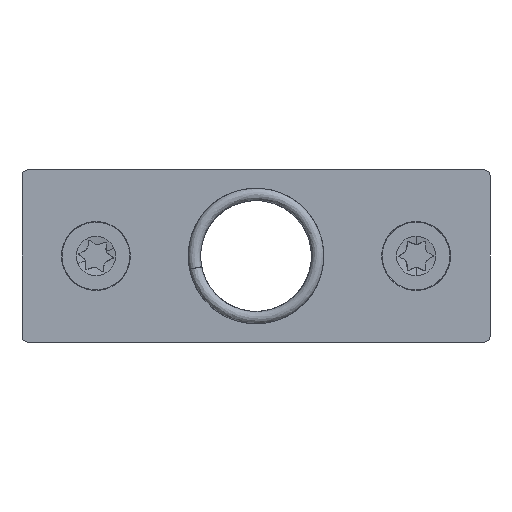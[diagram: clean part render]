
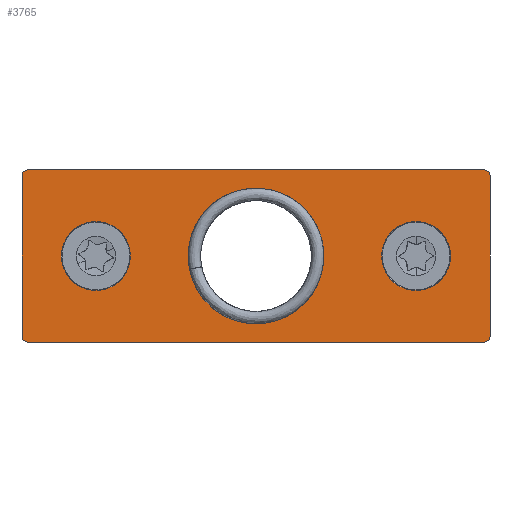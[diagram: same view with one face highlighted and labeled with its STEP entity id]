
A CAD part, front view. The second image highlights one B-rep face of the part: STEP entity #3765.
In plain terms, the highlighted planar face has unit normal (0, -1, 0).
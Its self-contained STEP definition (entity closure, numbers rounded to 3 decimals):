
#2 = AXIS2_PLACEMENT_3D ( 'NONE', #2615, #404, #1515 ) ;
#38 = LINE ( 'NONE', #417, #4173 ) ;
#43 = CIRCLE ( 'NONE', #2698, 2.8 ) ;
#191 = CARTESIAN_POINT ( 'NONE',  ( 13., 0., -2.8 ) ) ;
#207 = CIRCLE ( 'NONE', #2865, 2.8 ) ;
#219 = DIRECTION ( 'NONE',  ( 0., -1., 0. ) ) ;
#281 = CIRCLE ( 'NONE', #4366, 0.5 ) ;
#315 = EDGE_CURVE ( 'NONE', #1749, #2146, #2049, .T. ) ;
#349 = CARTESIAN_POINT ( 'NONE',  ( -18.5, 0., -6.5 ) ) ;
#367 = DIRECTION ( 'NONE',  ( 0., -1., 0. ) ) ;
#393 = EDGE_LOOP ( 'NONE', ( #2319, #4099, #4586, #1268, #3084, #1009, #4004, #2046 ) ) ;
#404 = DIRECTION ( 'NONE',  ( 0., -1., 0. ) ) ;
#417 = CARTESIAN_POINT ( 'NONE',  ( -19., 0., -7. ) ) ;
#419 = CARTESIAN_POINT ( 'NONE',  ( -18.5, 0., 6.5 ) ) ;
#448 = EDGE_CURVE ( 'NONE', #768, #2398, #207, .T. ) ;
#480 = CARTESIAN_POINT ( 'NONE',  ( 19., 0., -6.5 ) ) ;
#557 = CARTESIAN_POINT ( 'NONE',  ( -19., 0., 7. ) ) ;
#581 = CARTESIAN_POINT ( 'NONE',  ( -19., 0., -6.5 ) ) ;
#620 = PLANE ( 'NONE',  #2427 ) ;
#629 = VERTEX_POINT ( 'NONE', #581 ) ;
#768 = VERTEX_POINT ( 'NONE', #1677 ) ;
#794 = DIRECTION ( 'NONE',  ( 0., 0., -1. ) ) ;
#889 = DIRECTION ( 'NONE',  ( 0., 0., 1. ) ) ;
#893 = CARTESIAN_POINT ( 'NONE',  ( 0., 0., 0. ) ) ;
#928 = ORIENTED_EDGE ( 'NONE', *, *, #2952, .T. ) ;
#952 = DIRECTION ( 'NONE',  ( 1., 0., 0. ) ) ;
#956 = CARTESIAN_POINT ( 'NONE',  ( 0., 0., 4.75 ) ) ;
#967 = EDGE_CURVE ( 'NONE', #2478, #1151, #4252, .T. ) ;
#1009 = ORIENTED_EDGE ( 'NONE', *, *, #1977, .T. ) ;
#1016 = CARTESIAN_POINT ( 'NONE',  ( 13., 0., 0. ) ) ;
#1018 = ORIENTED_EDGE ( 'NONE', *, *, #2538, .F. ) ;
#1019 = CARTESIAN_POINT ( 'NONE',  ( 0., 0., 0. ) ) ;
#1056 = ORIENTED_EDGE ( 'NONE', *, *, #315, .F. ) ;
#1151 = VERTEX_POINT ( 'NONE', #1415 ) ;
#1164 = CARTESIAN_POINT ( 'NONE',  ( 19., 0., 7. ) ) ;
#1254 = VERTEX_POINT ( 'NONE', #1525 ) ;
#1263 = AXIS2_PLACEMENT_3D ( 'NONE', #3983, #3220, #3961 ) ;
#1268 = ORIENTED_EDGE ( 'NONE', *, *, #1836, .T. ) ;
#1270 = LINE ( 'NONE', #557, #3735 ) ;
#1325 = VECTOR ( 'NONE', #952, 1000. ) ;
#1373 = FACE_OUTER_BOUND ( 'NONE', #393, .T. ) ;
#1406 = DIRECTION ( 'NONE',  ( 0., 0., 1. ) ) ;
#1415 = CARTESIAN_POINT ( 'NONE',  ( 18.5, 0., 7. ) ) ;
#1500 = CARTESIAN_POINT ( 'NONE',  ( 0., 0., -4.75 ) ) ;
#1514 = LINE ( 'NONE', #1164, #2010 ) ;
#1515 = DIRECTION ( 'NONE',  ( 0., 0., -1. ) ) ;
#1525 = CARTESIAN_POINT ( 'NONE',  ( 18.5, 0., -7. ) ) ;
#1591 = EDGE_CURVE ( 'NONE', #3393, #3239, #1514, .T. ) ;
#1600 = DIRECTION ( 'NONE',  ( 0., 0., 1. ) ) ;
#1618 = CIRCLE ( 'NONE', #1909, 4.75 ) ;
#1621 = VERTEX_POINT ( 'NONE', #2614 ) ;
#1677 = CARTESIAN_POINT ( 'NONE',  ( -13., 0., 2.8 ) ) ;
#1691 = DIRECTION ( 'NONE',  ( 0., 0., -1. ) ) ;
#1709 = ORIENTED_EDGE ( 'NONE', *, *, #2581, .F. ) ;
#1738 = VERTEX_POINT ( 'NONE', #956 ) ;
#1749 = VERTEX_POINT ( 'NONE', #191 ) ;
#1756 = FACE_BOUND ( 'NONE', #4283, .T. ) ;
#1821 = DIRECTION ( 'NONE',  ( 0., 0., -1. ) ) ;
#1836 = EDGE_CURVE ( 'NONE', #3393, #1151, #3939, .T. ) ;
#1909 = AXIS2_PLACEMENT_3D ( 'NONE', #893, #1953, #1600 ) ;
#1953 = DIRECTION ( 'NONE',  ( 0., 1., 0. ) ) ;
#1977 = EDGE_CURVE ( 'NONE', #2478, #1621, #2120, .T. ) ;
#2000 = ORIENTED_EDGE ( 'NONE', *, *, #448, .F. ) ;
#2010 = VECTOR ( 'NONE', #3063, 1000. ) ;
#2046 = ORIENTED_EDGE ( 'NONE', *, *, #2624, .T. ) ;
#2049 = CIRCLE ( 'NONE', #2, 2.8 ) ;
#2120 = CIRCLE ( 'NONE', #4171, 0.5 ) ;
#2146 = VERTEX_POINT ( 'NONE', #2650 ) ;
#2167 = DIRECTION ( 'NONE',  ( 0., -1., 0. ) ) ;
#2314 = CIRCLE ( 'NONE', #1263, 2.8 ) ;
#2319 = ORIENTED_EDGE ( 'NONE', *, *, #4010, .F. ) ;
#2352 = CARTESIAN_POINT ( 'NONE',  ( 18.5, 0., 6.5 ) ) ;
#2398 = VERTEX_POINT ( 'NONE', #4226 ) ;
#2427 = AXIS2_PLACEMENT_3D ( 'NONE', #1019, #3854, #4208 ) ;
#2464 = DIRECTION ( 'NONE',  ( 0., -1., 0. ) ) ;
#2478 = VERTEX_POINT ( 'NONE', #2750 ) ;
#2512 = DIRECTION ( 'NONE',  ( 0., -1., 0. ) ) ;
#2538 = EDGE_CURVE ( 'NONE', #2146, #1749, #43, .T. ) ;
#2581 = EDGE_CURVE ( 'NONE', #2398, #768, #2314, .T. ) ;
#2594 = CARTESIAN_POINT ( 'NONE',  ( -13., 0., 0. ) ) ;
#2614 = CARTESIAN_POINT ( 'NONE',  ( -19., 0., 6.5 ) ) ;
#2615 = CARTESIAN_POINT ( 'NONE',  ( 13., 0., 0. ) ) ;
#2624 = EDGE_CURVE ( 'NONE', #629, #4024, #281, .T. ) ;
#2650 = CARTESIAN_POINT ( 'NONE',  ( 13., 0., 2.8 ) ) ;
#2689 = EDGE_LOOP ( 'NONE', ( #1709, #2000 ) ) ;
#2698 = AXIS2_PLACEMENT_3D ( 'NONE', #1016, #2464, #3603 ) ;
#2750 = CARTESIAN_POINT ( 'NONE',  ( -18.5, 0., 7. ) ) ;
#2767 = CARTESIAN_POINT ( 'NONE',  ( 19., 0., 6.5 ) ) ;
#2813 = EDGE_LOOP ( 'NONE', ( #1056, #1018 ) ) ;
#2816 = DIRECTION ( 'NONE',  ( 0., 0., -1. ) ) ;
#2865 = AXIS2_PLACEMENT_3D ( 'NONE', #2594, #2167, #3613 ) ;
#2868 = VERTEX_POINT ( 'NONE', #1500 ) ;
#2952 = EDGE_CURVE ( 'NONE', #2868, #1738, #1618, .T. ) ;
#3063 = DIRECTION ( 'NONE',  ( 0., 0., -1. ) ) ;
#3084 = ORIENTED_EDGE ( 'NONE', *, *, #967, .F. ) ;
#3220 = DIRECTION ( 'NONE',  ( 0., -1., 0. ) ) ;
#3239 = VERTEX_POINT ( 'NONE', #480 ) ;
#3243 = EDGE_CURVE ( 'NONE', #629, #1621, #1270, .T. ) ;
#3244 = DIRECTION ( 'NONE',  ( -1., 0., 0. ) ) ;
#3311 = EDGE_CURVE ( 'NONE', #1738, #2868, #4507, .T. ) ;
#3393 = VERTEX_POINT ( 'NONE', #2767 ) ;
#3511 = DIRECTION ( 'NONE',  ( 0., 1., 0. ) ) ;
#3513 = CARTESIAN_POINT ( 'NONE',  ( 18.5, 0., -6.5 ) ) ;
#3534 = CARTESIAN_POINT ( 'NONE',  ( 0., 0., 0. ) ) ;
#3561 = AXIS2_PLACEMENT_3D ( 'NONE', #2352, #219, #1691 ) ;
#3603 = DIRECTION ( 'NONE',  ( 0., 0., -1. ) ) ;
#3613 = DIRECTION ( 'NONE',  ( 0., 0., -1. ) ) ;
#3648 = CARTESIAN_POINT ( 'NONE',  ( -18.5, 0., -7. ) ) ;
#3735 = VECTOR ( 'NONE', #889, 1000. ) ;
#3765 = ADVANCED_FACE ( 'NONE', ( #4571, #4620, #1373, #1756 ), #620, .T. ) ;
#3854 = DIRECTION ( 'NONE',  ( 0., -1., 0. ) ) ;
#3903 = AXIS2_PLACEMENT_3D ( 'NONE', #3534, #3511, #1406 ) ;
#3939 = CIRCLE ( 'NONE', #3561, 0.5 ) ;
#3961 = DIRECTION ( 'NONE',  ( 0., 0., -1. ) ) ;
#3983 = CARTESIAN_POINT ( 'NONE',  ( -13., 0., 0. ) ) ;
#4004 = ORIENTED_EDGE ( 'NONE', *, *, #3243, .F. ) ;
#4010 = EDGE_CURVE ( 'NONE', #1254, #4024, #38, .T. ) ;
#4024 = VERTEX_POINT ( 'NONE', #3648 ) ;
#4099 = ORIENTED_EDGE ( 'NONE', *, *, #4516, .T. ) ;
#4153 = ORIENTED_EDGE ( 'NONE', *, *, #3311, .T. ) ;
#4171 = AXIS2_PLACEMENT_3D ( 'NONE', #419, #4388, #1821 ) ;
#4173 = VECTOR ( 'NONE', #3244, 1000. ) ;
#4204 = CARTESIAN_POINT ( 'NONE',  ( -19., 0., 7. ) ) ;
#4208 = DIRECTION ( 'NONE',  ( 0., 0., -1. ) ) ;
#4226 = CARTESIAN_POINT ( 'NONE',  ( -13., 0., -2.8 ) ) ;
#4252 = LINE ( 'NONE', #4204, #1325 ) ;
#4254 = CIRCLE ( 'NONE', #4562, 0.5 ) ;
#4283 = EDGE_LOOP ( 'NONE', ( #928, #4153 ) ) ;
#4366 = AXIS2_PLACEMENT_3D ( 'NONE', #349, #367, #794 ) ;
#4388 = DIRECTION ( 'NONE',  ( 0., -1., 0. ) ) ;
#4507 = CIRCLE ( 'NONE', #3903, 4.75 ) ;
#4516 = EDGE_CURVE ( 'NONE', #1254, #3239, #4254, .T. ) ;
#4562 = AXIS2_PLACEMENT_3D ( 'NONE', #3513, #2512, #2816 ) ;
#4571 = FACE_BOUND ( 'NONE', #2689, .T. ) ;
#4586 = ORIENTED_EDGE ( 'NONE', *, *, #1591, .F. ) ;
#4620 = FACE_BOUND ( 'NONE', #2813, .T. ) ;
